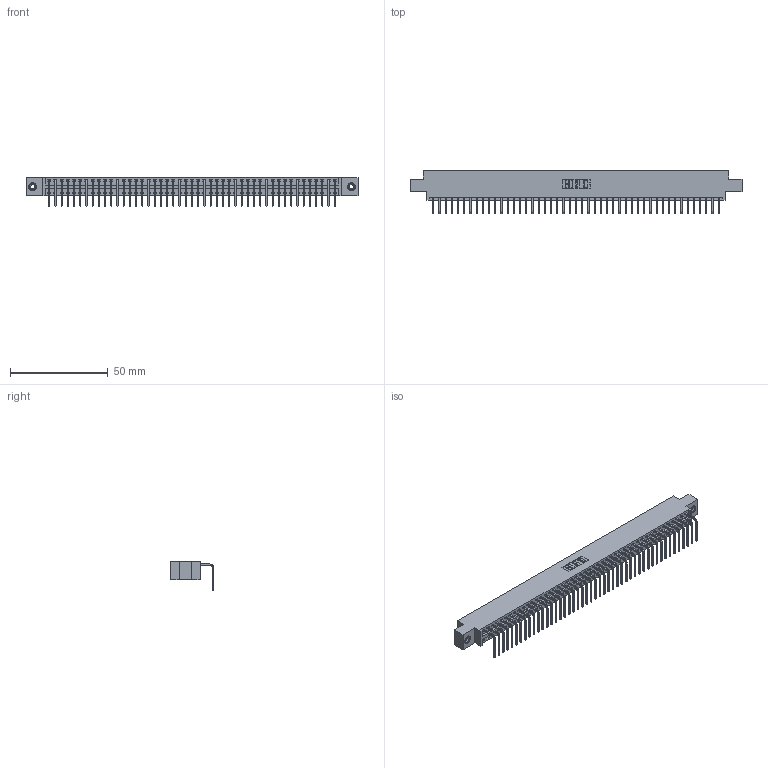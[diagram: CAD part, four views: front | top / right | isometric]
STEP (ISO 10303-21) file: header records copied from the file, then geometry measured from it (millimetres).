
FILE_DESCRIPTION (( 'STEP AP203' ), '1' );
FILE_NAME ('346-047-558-608.STEP', '2022-05-09T22:25:32', ( '' ), ( '' ), 'SwSTEP 2.0', 'SolidWorks 2020', '' );
FILE_SCHEMA (( 'CONFIG_CONTROL_DESIGN' ));
Length unit declared in the file: inch
Products named in the file (4): 346 Part_0.170 Offset - 0.156 Dia-TI; 346-047-558-608; 345-292-001_558 Tail - 2; 345-250-001_345-250-003-102
Assembly tree (50 placements, depth 2):
  346-047-558-608
    346 Part_0.170 Offset - 0.156 Dia-TI
    345-292-001_558 Tail - 2  x47
    345-250-001_345-250-003-102  x2
Bounding box: 169.8 x 22.16 x 14.73 mm (x, y, z)
Volume: 16283.4 mm3; surface area: 21522.5 mm2
Topology: 50 solids, 50 shells, 3006 faces, 9031 edges, 5950 vertices
Faces by surface type: plane 2086, cylinder 904, cone 12, torus 4
Entity records: 29898 total; most frequent: CARTESIAN_POINT 5108, ORIENTED_EDGE 5082, DIRECTION 4525, EDGE_CURVE 2541, LINE 2201, VECTOR 2201, VERTEX_POINT 1688, AXIS2_PLACEMENT_3D 1162
